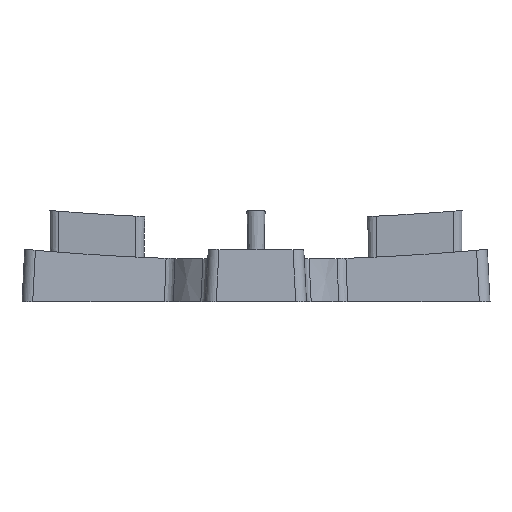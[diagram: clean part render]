
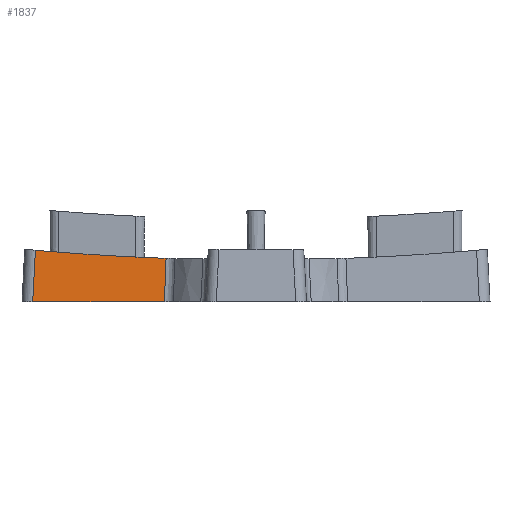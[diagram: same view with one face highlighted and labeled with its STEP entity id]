
A CAD part, front view. The second image highlights one B-rep face of the part: STEP entity #1837.
In plain terms, the highlighted planar face has unit normal (0, -0.999, 0.052).
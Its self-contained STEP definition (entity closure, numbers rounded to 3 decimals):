
#43=LINE('',#2707,#168);
#152=LINE('',#4435,#277);
#168=VECTOR('',#2048,10.);
#277=VECTOR('',#2403,10.);
#343=PLANE('',#2001);
#388=CIRCLE('',#1975,82.554);
#508=FACE_OUTER_BOUND('',#619,.T.);
#619=EDGE_LOOP('',(#1661,#1662,#1663,#1664));
#720=B_SPLINE_CURVE_WITH_KNOTS('',3,(#4430,#4431,#4432,#4433),
 .UNSPECIFIED.,.F.,.F.,(4,4),(-0.203,-0.062),
 .UNSPECIFIED.);
#752=VERTEX_POINT('',#2683);
#753=VERTEX_POINT('',#2706);
#877=VERTEX_POINT('',#3976);
#878=VERTEX_POINT('',#3988);
#934=EDGE_CURVE('',#753,#752,#43,.T.);
#1121=EDGE_CURVE('',#878,#877,#388,.T.);
#1168=EDGE_CURVE('',#752,#878,#720,.T.);
#1169=EDGE_CURVE('',#877,#753,#152,.T.);
#1661=ORIENTED_EDGE('',*,*,#1168,.T.);
#1662=ORIENTED_EDGE('',*,*,#1121,.T.);
#1663=ORIENTED_EDGE('',*,*,#1169,.T.);
#1664=ORIENTED_EDGE('',*,*,#934,.T.);
#1837=ADVANCED_FACE('',(#508),#343,.T.);
#1975=AXIS2_PLACEMENT_3D('',#3989,#2343,#2344);
#2001=AXIS2_PLACEMENT_3D('',#4434,#2401,#2402);
#2048=DIRECTION('',(1.,0.,0.));
#2343=DIRECTION('center_axis',(0.,0.999,-0.052));
#2344=DIRECTION('ref_axis',(0.,0.052,0.999));
#2401=DIRECTION('center_axis',(0.,-0.999,0.052));
#2402=DIRECTION('ref_axis',(1.,0.,0.));
#2403=DIRECTION('',(-0.052,-0.052,-0.997));
#2683=CARTESIAN_POINT('',(-2.994,-1.648,2.806));
#2706=CARTESIAN_POINT('',(-7.299,-1.648,2.806));
#2707=CARTESIAN_POINT('',(-4.5,-1.648,2.806));
#3976=CARTESIAN_POINT('',(-7.211,-1.56,4.48));
#3988=CARTESIAN_POINT('',(-2.94,-1.574,4.217));
#3989=CARTESIAN_POINT('Origin',(0.,2.744,86.606));
#4430=CARTESIAN_POINT('Ctrl Pts',(-2.994,-1.648,2.806));
#4431=CARTESIAN_POINT('Ctrl Pts',(-2.976,-1.623,3.276));
#4432=CARTESIAN_POINT('Ctrl Pts',(-2.958,-1.599,3.747));
#4433=CARTESIAN_POINT('Ctrl Pts',(-2.94,-1.574,4.217));
#4434=CARTESIAN_POINT('Origin',(-9.,-1.799,-0.067));
#4435=CARTESIAN_POINT('',(-7.445,-1.795,0.009));
